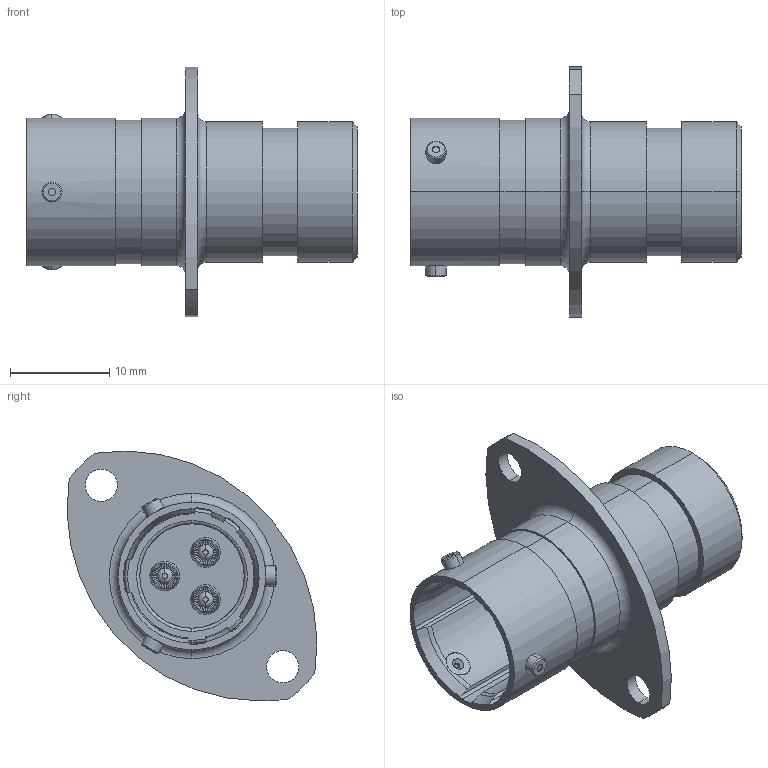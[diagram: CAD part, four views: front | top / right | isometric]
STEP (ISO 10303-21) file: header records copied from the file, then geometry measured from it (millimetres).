
FILE_DESCRIPTION (( 'STEP AP214' ), '1' );
FILE_NAME ('AS010-03PN.STEP', '2014-09-04T07:47:39', ( 'TE Connectivity' ), ( 'TE Connectivity' ), 'SwSTEP 2.0', 'SolidWorks 2014', '' );
FILE_SCHEMA (( 'AUTOMOTIVE_DESIGN' ));
Length unit declared in the file: millimetre
Products named in the file (1): AS010-03PN
Bounding box: 33.31 x 25.2 x 25.21 mm (x, y, z)
Volume: 3644.3 mm3; surface area: 6173.3 mm2
Topology: 12 solids, 12 shells, 484 faces, 1048 edges, 607 vertices
Faces by surface type: cylinder 178, torus 140, cone 80, plane 74, sphere 12
Entity records: 18972 total; most frequent: DIRECTION 2635, CARTESIAN_POINT 2562, ORIENTED_EDGE 2068, AXIS2_PLACEMENT_3D 1178, EDGE_CURVE 1034, CIRCLE 693, VERTEX_POINT 607, EDGE_LOOP 551
